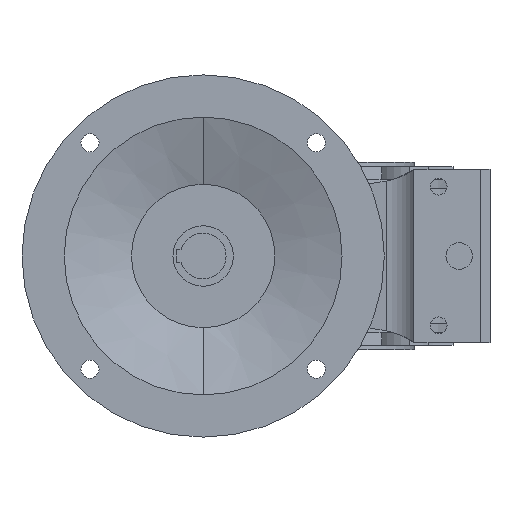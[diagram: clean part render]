
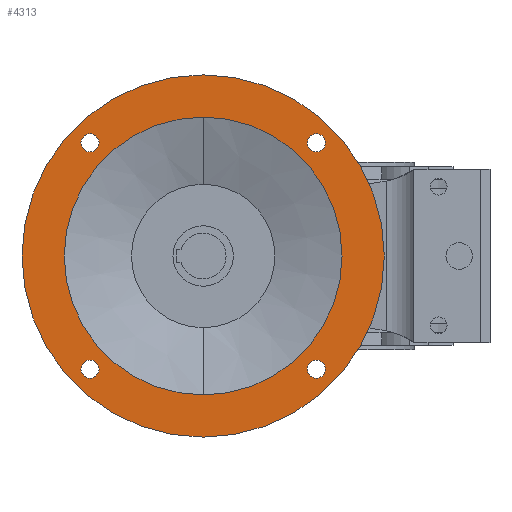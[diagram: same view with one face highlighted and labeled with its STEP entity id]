
A CAD part, left-side view. The second image highlights one B-rep face of the part: STEP entity #4313.
In plain terms, the highlighted planar face has unit normal (-1, 0, 0).
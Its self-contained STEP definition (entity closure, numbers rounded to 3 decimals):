
#260 = FACE_BOUND ( 'NONE', #12257, .T. ) ;
#261 = FACE_BOUND ( 'NONE', #12267, .T. ) ;
#262 = FACE_BOUND ( 'NONE', #12259, .T. ) ;
#263 = FACE_BOUND ( 'NONE', #12255, .T. ) ;
#265 = FACE_BOUND ( 'NONE', #12263, .T. ) ;
#266 = FACE_OUTER_BOUND ( 'NONE', #12253, .T. ) ;
#2126 = DIRECTION ( 'NONE',  ( 0., 0., -1. ) ) ;
#2127 = CARTESIAN_POINT ( 'NONE',  ( -28.5, 115., 0. ) ) ;
#2129 = PLANE ( 'NONE',  #11538 ) ;
#2132 = DIRECTION ( 'NONE',  ( 1., 0., 0. ) ) ;
#2853 = CARTESIAN_POINT ( 'NONE',  ( -28.5, 93.692, 101.192 ) ) ;
#4313 = ADVANCED_FACE ( 'NONE', ( #263, #265, #262, #260, #261, #266 ), #2129, .F. ) ;
#5881 = EDGE_CURVE ( 'NONE', #9332, #9297, #13427, .T. ) ;
#5885 = EDGE_CURVE ( 'NONE', #9320, #9303, #13433, .T. ) ;
#5889 = EDGE_CURVE ( 'NONE', #9299, #9333, #13439, .T. ) ;
#5893 = EDGE_CURVE ( 'NONE', #9354, #9355, #13445, .T. ) ;
#5901 = EDGE_CURVE ( 'NONE', #9340, #9343, #13458, .T. ) ;
#5905 = EDGE_CURVE ( 'NONE', #9315, #9338, #13463, .T. ) ;
#5934 = EDGE_CURVE ( 'NONE', #9338, #9315, #13509, .T. ) ;
#5935 = EDGE_CURVE ( 'NONE', #9297, #9332, #13510, .T. ) ;
#5936 = EDGE_CURVE ( 'NONE', #9303, #9320, #13511, .T. ) ;
#5937 = EDGE_CURVE ( 'NONE', #9333, #9299, #13512, .T. ) ;
#5938 = EDGE_CURVE ( 'NONE', #9355, #9354, #13513, .T. ) ;
#5939 = EDGE_CURVE ( 'NONE', #9343, #9340, #13514, .T. ) ;
#6461 = ORIENTED_EDGE ( 'NONE', *, *, #5935, .F. ) ;
#6462 = ORIENTED_EDGE ( 'NONE', *, *, #5881, .F. ) ;
#6463 = ORIENTED_EDGE ( 'NONE', *, *, #5936, .F. ) ;
#6464 = ORIENTED_EDGE ( 'NONE', *, *, #5885, .F. ) ;
#6465 = ORIENTED_EDGE ( 'NONE', *, *, #5937, .F. ) ;
#6466 = ORIENTED_EDGE ( 'NONE', *, *, #5889, .F. ) ;
#6467 = ORIENTED_EDGE ( 'NONE', *, *, #5938, .F. ) ;
#6468 = ORIENTED_EDGE ( 'NONE', *, *, #5893, .F. ) ;
#6469 = ORIENTED_EDGE ( 'NONE', *, *, #5934, .F. ) ;
#6470 = ORIENTED_EDGE ( 'NONE', *, *, #5905, .F. ) ;
#6471 = ORIENTED_EDGE ( 'NONE', *, *, #5901, .T. ) ;
#6472 = ORIENTED_EDGE ( 'NONE', *, *, #5939, .T. ) ;
#7252 = CARTESIAN_POINT ( 'NONE',  ( -28.5, 93.692, 86.192 ) ) ;
#8937 = AXIS2_PLACEMENT_3D ( 'NONE', #12874, #12875, #12876 ) ;
#8939 = AXIS2_PLACEMENT_3D ( 'NONE', #12884, #12885, #12886 ) ;
#8941 = AXIS2_PLACEMENT_3D ( 'NONE', #12894, #12895, #12896 ) ;
#8943 = AXIS2_PLACEMENT_3D ( 'NONE', #12904, #12905, #12906 ) ;
#8947 = AXIS2_PLACEMENT_3D ( 'NONE', #12924, #12925, #12926 ) ;
#8949 = AXIS2_PLACEMENT_3D ( 'NONE', #12934, #12935, #12936 ) ;
#8963 = AXIS2_PLACEMENT_3D ( 'NONE', #13004, #13005, #13006 ) ;
#8964 = AXIS2_PLACEMENT_3D ( 'NONE', #13007, #13008, #13009 ) ;
#8965 = AXIS2_PLACEMENT_3D ( 'NONE', #13010, #13011, #13012 ) ;
#8966 = AXIS2_PLACEMENT_3D ( 'NONE', #13013, #13014, #13015 ) ;
#8967 = AXIS2_PLACEMENT_3D ( 'NONE', #13016, #13017, #13018 ) ;
#8968 = AXIS2_PLACEMENT_3D ( 'NONE', #13019, #13020, #13021 ) ;
#9297 = VERTEX_POINT ( 'NONE', #13311 ) ;
#9299 = VERTEX_POINT ( 'NONE', #13313 ) ;
#9303 = VERTEX_POINT ( 'NONE', #13317 ) ;
#9315 = VERTEX_POINT ( 'NONE', #13329 ) ;
#9320 = VERTEX_POINT ( 'NONE', #13334 ) ;
#9332 = VERTEX_POINT ( 'NONE', #13346 ) ;
#9333 = VERTEX_POINT ( 'NONE', #13347 ) ;
#9338 = VERTEX_POINT ( 'NONE', #13352 ) ;
#9340 = VERTEX_POINT ( 'NONE', #13354 ) ;
#9343 = VERTEX_POINT ( 'NONE', #13357 ) ;
#9354 = VERTEX_POINT ( 'NONE', #7252 ) ;
#9355 = VERTEX_POINT ( 'NONE', #2853 ) ;
#11538 = AXIS2_PLACEMENT_3D ( 'NONE', #2127, #2132, #2126 ) ;
#12253 = EDGE_LOOP ( 'NONE', ( #6471, #6472 ) ) ;
#12255 = EDGE_LOOP ( 'NONE', ( #6461, #6462 ) ) ;
#12257 = EDGE_LOOP ( 'NONE', ( #6467, #6468 ) ) ;
#12259 = EDGE_LOOP ( 'NONE', ( #6465, #6466 ) ) ;
#12263 = EDGE_LOOP ( 'NONE', ( #6463, #6464 ) ) ;
#12267 = EDGE_LOOP ( 'NONE', ( #6469, #6470 ) ) ;
#12874 = CARTESIAN_POINT ( 'NONE',  ( -28.5, 93.692, -93.692 ) ) ;
#12875 = DIRECTION ( 'NONE',  ( -1., 0., 0. ) ) ;
#12876 = DIRECTION ( 'NONE',  ( 0., 0., 1. ) ) ;
#12884 = CARTESIAN_POINT ( 'NONE',  ( -28.5, -93.692, -93.692 ) ) ;
#12885 = DIRECTION ( 'NONE',  ( -1., 0., 0. ) ) ;
#12886 = DIRECTION ( 'NONE',  ( 0., 0., 1. ) ) ;
#12894 = CARTESIAN_POINT ( 'NONE',  ( -28.5, -93.692, 93.692 ) ) ;
#12895 = DIRECTION ( 'NONE',  ( -1., 0., 0. ) ) ;
#12896 = DIRECTION ( 'NONE',  ( 0., 0., 1. ) ) ;
#12904 = CARTESIAN_POINT ( 'NONE',  ( -28.5, 93.692, 93.692 ) ) ;
#12905 = DIRECTION ( 'NONE',  ( -1., 0., 0. ) ) ;
#12906 = DIRECTION ( 'NONE',  ( 0., 0., 1. ) ) ;
#12924 = CARTESIAN_POINT ( 'NONE',  ( -28.5, 0., 0. ) ) ;
#12925 = DIRECTION ( 'NONE',  ( -1., 0., 0. ) ) ;
#12926 = DIRECTION ( 'NONE',  ( 0., 0., 1. ) ) ;
#12934 = CARTESIAN_POINT ( 'NONE',  ( -28.5, 0., 0. ) ) ;
#12935 = DIRECTION ( 'NONE',  ( -1., 0., 0. ) ) ;
#12936 = DIRECTION ( 'NONE',  ( 0., 0., 1. ) ) ;
#13004 = CARTESIAN_POINT ( 'NONE',  ( -28.5, 0., 0. ) ) ;
#13005 = DIRECTION ( 'NONE',  ( -1., 0., 0. ) ) ;
#13006 = DIRECTION ( 'NONE',  ( 0., 0., 1. ) ) ;
#13007 = CARTESIAN_POINT ( 'NONE',  ( -28.5, 93.692, -93.692 ) ) ;
#13008 = DIRECTION ( 'NONE',  ( -1., 0., 0. ) ) ;
#13009 = DIRECTION ( 'NONE',  ( 0., 0., 1. ) ) ;
#13010 = CARTESIAN_POINT ( 'NONE',  ( -28.5, -93.692, -93.692 ) ) ;
#13011 = DIRECTION ( 'NONE',  ( -1., 0., 0. ) ) ;
#13012 = DIRECTION ( 'NONE',  ( 0., 0., 1. ) ) ;
#13013 = CARTESIAN_POINT ( 'NONE',  ( -28.5, -93.692, 93.692 ) ) ;
#13014 = DIRECTION ( 'NONE',  ( -1., 0., 0. ) ) ;
#13015 = DIRECTION ( 'NONE',  ( 0., 0., 1. ) ) ;
#13016 = CARTESIAN_POINT ( 'NONE',  ( -28.5, 93.692, 93.692 ) ) ;
#13017 = DIRECTION ( 'NONE',  ( -1., 0., 0. ) ) ;
#13018 = DIRECTION ( 'NONE',  ( 0., 0., 1. ) ) ;
#13019 = CARTESIAN_POINT ( 'NONE',  ( -28.5, 0., 0. ) ) ;
#13020 = DIRECTION ( 'NONE',  ( -1., 0., 0. ) ) ;
#13021 = DIRECTION ( 'NONE',  ( 0., 0., 1. ) ) ;
#13311 = CARTESIAN_POINT ( 'NONE',  ( -28.5, 93.692, -86.192 ) ) ;
#13313 = CARTESIAN_POINT ( 'NONE',  ( -28.5, -93.692, 86.192 ) ) ;
#13317 = CARTESIAN_POINT ( 'NONE',  ( -28.5, -93.692, -86.192 ) ) ;
#13329 = CARTESIAN_POINT ( 'NONE',  ( -28.5, 0., -115. ) ) ;
#13334 = CARTESIAN_POINT ( 'NONE',  ( -28.5, -93.692, -101.192 ) ) ;
#13346 = CARTESIAN_POINT ( 'NONE',  ( -28.5, 93.692, -101.192 ) ) ;
#13347 = CARTESIAN_POINT ( 'NONE',  ( -28.5, -93.692, 101.192 ) ) ;
#13352 = CARTESIAN_POINT ( 'NONE',  ( -28.5, 0., 115. ) ) ;
#13354 = CARTESIAN_POINT ( 'NONE',  ( -28.5, 0., 150. ) ) ;
#13357 = CARTESIAN_POINT ( 'NONE',  ( -28.5, 0., -150. ) ) ;
#13427 = CIRCLE ( 'NONE', #8937, 7.5 ) ;
#13433 = CIRCLE ( 'NONE', #8939, 7.5 ) ;
#13439 = CIRCLE ( 'NONE', #8941, 7.5 ) ;
#13445 = CIRCLE ( 'NONE', #8943, 7.5 ) ;
#13458 = CIRCLE ( 'NONE', #8947, 150. ) ;
#13463 = CIRCLE ( 'NONE', #8949, 115. ) ;
#13509 = CIRCLE ( 'NONE', #8963, 115. ) ;
#13510 = CIRCLE ( 'NONE', #8964, 7.5 ) ;
#13511 = CIRCLE ( 'NONE', #8965, 7.5 ) ;
#13512 = CIRCLE ( 'NONE', #8966, 7.5 ) ;
#13513 = CIRCLE ( 'NONE', #8967, 7.5 ) ;
#13514 = CIRCLE ( 'NONE', #8968, 150. ) ;
